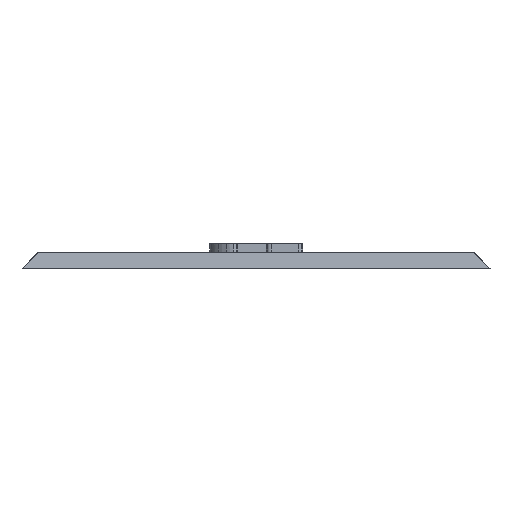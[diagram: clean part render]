
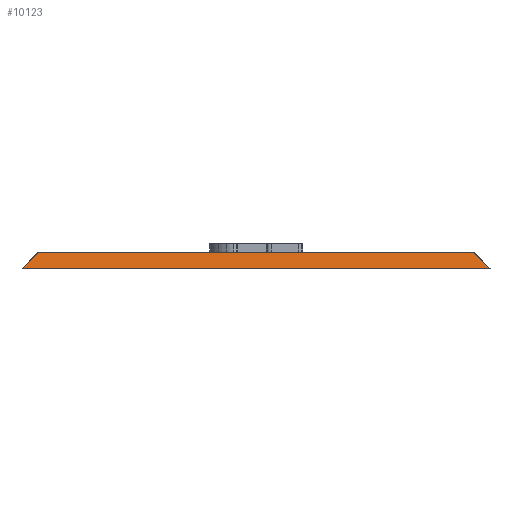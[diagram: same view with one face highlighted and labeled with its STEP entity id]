
A CAD part, left-side view. The second image highlights one B-rep face of the part: STEP entity #10123.
In plain terms, the highlighted planar face has unit normal (-0.866, -0.5, 0).
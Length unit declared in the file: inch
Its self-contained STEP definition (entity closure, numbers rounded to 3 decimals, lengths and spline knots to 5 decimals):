
#1287=FACE_OUTER_BOUND('',#1845,.T.);
#1845=EDGE_LOOP('',(#9129,#9130,#9131,#9132));
#2884=LINE('',#18749,#3904);
#2895=LINE('',#18781,#3915);
#2898=LINE('',#18791,#3918);
#2900=LINE('',#18800,#3920);
#3904=VECTOR('',#12001,0.3937);
#3915=VECTOR('',#12030,0.3937);
#3918=VECTOR('',#12043,0.3937);
#3920=VECTOR('',#12055,0.3937);
#4887=VERTEX_POINT('',#18746);
#4888=VERTEX_POINT('',#18748);
#4899=VERTEX_POINT('',#18778);
#4900=VERTEX_POINT('',#18780);
#6353=EDGE_CURVE('',#4887,#4888,#2884,.T.);
#6369=EDGE_CURVE('',#4899,#4900,#2895,.T.);
#6375=EDGE_CURVE('',#4900,#4887,#2898,.T.);
#6380=EDGE_CURVE('',#4888,#4899,#2900,.T.);
#9129=ORIENTED_EDGE('',*,*,#6353,.F.);
#9130=ORIENTED_EDGE('',*,*,#6375,.F.);
#9131=ORIENTED_EDGE('',*,*,#6369,.F.);
#9132=ORIENTED_EDGE('',*,*,#6380,.F.);
#9614=PLANE('',#10436);
#10123=ADVANCED_FACE('',(#1287),#9614,.T.);
#10436=AXIS2_PLACEMENT_3D('',#18799,#12053,#12054);
#12001=DIRECTION('',(0.378,-0.655,-0.655));
#12030=DIRECTION('',(0.378,-0.655,0.655));
#12043=DIRECTION('',(0.5,-0.866,0.));
#12053=DIRECTION('center_axis',(-0.866,-0.5,0.));
#12054=DIRECTION('ref_axis',(0.5,-0.866,0.));
#12055=DIRECTION('',(-0.5,0.866,0.));
#18746=CARTESIAN_POINT('',(-6.41243,-3.15374,0.11811));
#18748=CARTESIAN_POINT('',(-6.34424,-3.27186,0.));
#18749=CARTESIAN_POINT('',(-6.953,-2.21745,1.05441));
#18778=CARTESIAN_POINT('',(-8.30143,0.11811,0.));
#18780=CARTESIAN_POINT('',(-8.23324,0.,0.11811));
#18781=CARTESIAN_POINT('',(-7.98492,-0.43011,0.54822));
#18791=CARTESIAN_POINT('',(-7.75591,-0.82677,0.11811));
#18799=CARTESIAN_POINT('Origin',(-8.30143,0.11811,0.));
#18800=CARTESIAN_POINT('',(-7.75591,-0.82677,0.));
